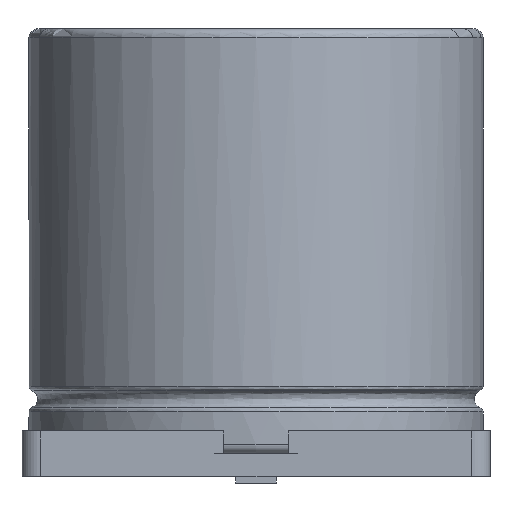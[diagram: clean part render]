
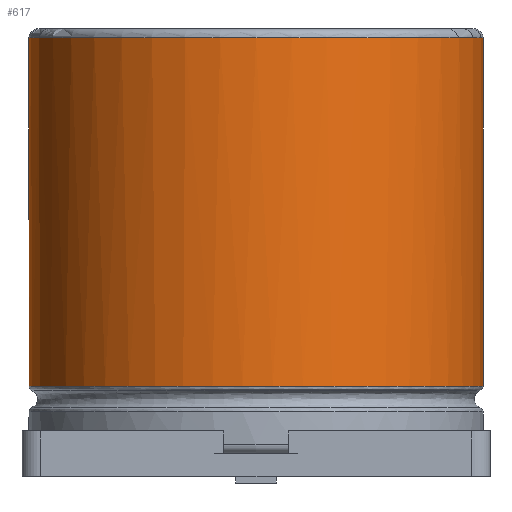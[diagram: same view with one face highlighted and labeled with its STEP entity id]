
A CAD part, left-side view. The second image highlights one B-rep face of the part: STEP entity #617.
In plain terms, the highlighted cylindrical face has radius 5 mm (diameter 10 mm), a full revolution.
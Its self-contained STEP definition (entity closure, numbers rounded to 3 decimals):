
#12=DIRECTION('',(0.,0.,1.));
#27=VECTOR('',#12,1.);
#33=DIRECTION('',(0.,0.,-1.));
#34=DIRECTION('',(1.,0.,0.));
#411=VERTEX_POINT('',#412);
#412=CARTESIAN_POINT('',(5.,0.,2.133));
#415=CARTESIAN_POINT('',(5.,0.,2.133));
#416=ORIENTED_EDGE('',*,*,#417,.T.);
#417=EDGE_CURVE('',#411,#411,#418,.T.);
#418=( BOUNDED_CURVE() B_SPLINE_CURVE(13,(#415,#419,#420,#421,#422,#423,#424,#425,#426,#427,#428,#429,#430,#431),.UNSPECIFIED.,.T.,.F.)B_SPLINE_CURVE_WITH_KNOTS((14,14),(0.,31.416),.PIECEWISE_BEZIER_KNOTS.) CURVE() GEOMETRIC_REPRESENTATION_ITEM()RATIONAL_B_SPLINE_CURVE((1.,1.,1.,1.,1.,1.,1.,1.,1.,1.,1.,1.,1.,1.))REPRESENTATION_ITEM('') );
#419=CARTESIAN_POINT('',(5.,-2.382,2.133));
#420=CARTESIAN_POINT('',(3.769,-4.818,2.133));
#421=CARTESIAN_POINT('',(1.236,-6.56,2.133));
#422=CARTESIAN_POINT('',(-2.25,-6.828,2.133));
#423=CARTESIAN_POINT('',(-5.261,-4.971,2.133));
#424=CARTESIAN_POINT('',(-7.47,-2.26,2.133));
#425=CARTESIAN_POINT('',(-7.47,2.26,2.133));
#426=CARTESIAN_POINT('',(-5.261,4.971,2.133));
#427=CARTESIAN_POINT('',(-2.25,6.828,2.133));
#428=CARTESIAN_POINT('',(1.236,6.56,2.133));
#429=CARTESIAN_POINT('',(3.769,4.818,2.133));
#430=CARTESIAN_POINT('',(5.,2.382,2.133));
#431=CARTESIAN_POINT('',(5.,0.,2.133));
#617=ADVANCED_FACE('',(#618),#644,.T.);
#618=FACE_BOUND('',#619,.F.);
#619=EDGE_LOOP('',(#620,#626,#633,#637,#641,#643,#416));
#620=ORIENTED_EDGE('',*,*,#621,.T.);
#621=EDGE_CURVE('',#411,#622,#624,.T.);
#622=VERTEX_POINT('',#623);
#623=CARTESIAN_POINT('',(5.,0.,9.8));
#624=LINE('',#625,#27);
#625=CARTESIAN_POINT('',(5.,0.,2.05));
#626=ORIENTED_EDGE('',*,*,#627,.F.);
#627=EDGE_CURVE('',#628,#622,#630,.T.);
#628=VERTEX_POINT('',#629);
#629=CARTESIAN_POINT('',(-1.5,4.77,9.8));
#630=CIRCLE('',#631,5.);
#631=AXIS2_PLACEMENT_3D('',#632,#33,#34);
#632=CARTESIAN_POINT('',(0.,0.,9.8));
#633=ORIENTED_EDGE('',*,*,#634,.F.);
#634=EDGE_CURVE('',#635,#628,#630,.T.);
#635=VERTEX_POINT('',#636);
#636=CARTESIAN_POINT('',(-5.,0.,9.8));
#637=ORIENTED_EDGE('',*,*,#638,.F.);
#638=EDGE_CURVE('',#639,#635,#630,.T.);
#639=VERTEX_POINT('',#640);
#640=CARTESIAN_POINT('',(-1.5,-4.77,9.8));
#641=ORIENTED_EDGE('',*,*,#642,.F.);
#642=EDGE_CURVE('',#622,#639,#630,.T.);
#643=ORIENTED_EDGE('',*,*,#621,.F.);
#644=CYLINDRICAL_SURFACE('',#645,5.);
#645=AXIS2_PLACEMENT_3D('',#646,#12,#34);
#646=CARTESIAN_POINT('',(0.,0.,2.05));
